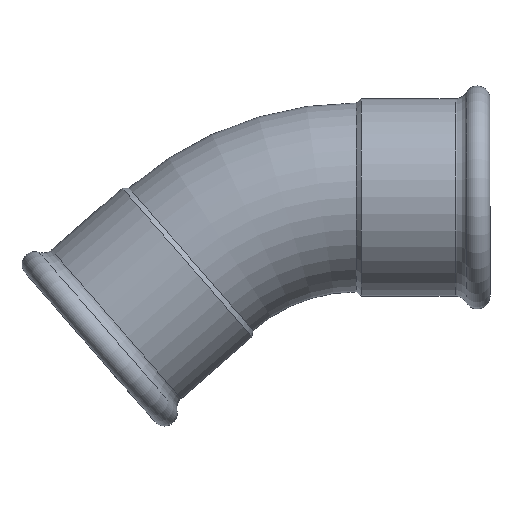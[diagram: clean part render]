
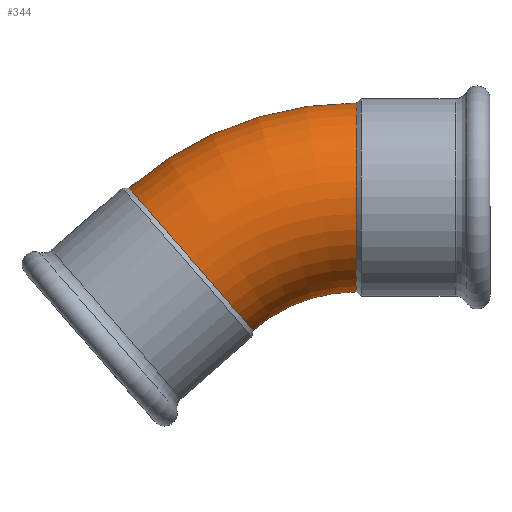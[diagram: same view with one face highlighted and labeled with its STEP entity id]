
A CAD part, top view. The second image highlights one B-rep face of the part: STEP entity #344.
In plain terms, the highlighted toroidal (fillet/blend) face has major radius 118.296 mm and minor radius 44.45 mm.
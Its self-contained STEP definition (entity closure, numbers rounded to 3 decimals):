
#18 = AXIS2_PLACEMENT_3D ( 'NONE', #497, #415, #842 ) ;
#47 = ORIENTED_EDGE ( 'NONE', *, *, #544, .F. ) ;
#96 = CARTESIAN_POINT ( 'NONE',  ( 49., 30.406, 0. ) ) ;
#115 = AXIS2_PLACEMENT_3D ( 'NONE', #333, #608, #849 ) ;
#137 = DIRECTION ( 'NONE',  ( 0., 0., -1. ) ) ;
#164 = CARTESIAN_POINT ( 'NONE',  ( -57.901, 34.823, 0. ) ) ;
#171 = FACE_OUTER_BOUND ( 'NONE', #1005, .T. ) ;
#179 = CIRCLE ( 'NONE', #462, 73.846 ) ;
#182 = ORIENTED_EDGE ( 'NONE', *, *, #315, .T. ) ;
#206 = VERTEX_POINT ( 'NONE', #848 ) ;
#232 = VERTEX_POINT ( 'NONE', #164 ) ;
#309 = CIRCLE ( 'NONE', #115, 162.746 ) ;
#315 = EDGE_CURVE ( 'NONE', #232, #471, #975, .T. ) ;
#326 = AXIS2_PLACEMENT_3D ( 'NONE', #525, #1035, #607 ) ;
#333 = CARTESIAN_POINT ( 'NONE',  ( 49., -87.891, 0. ) ) ;
#335 = CARTESIAN_POINT ( 'NONE',  ( 49., 74.856, 0. ) ) ;
#344 = ADVANCED_FACE ( 'NONE', ( #171 ), #921, .T. ) ;
#415 = DIRECTION ( 'NONE',  ( 0.754, 0.657, 0. ) ) ;
#442 = EDGE_CURVE ( 'NONE', #471, #206, #179, .T. ) ;
#456 = ORIENTED_EDGE ( 'NONE', *, *, #1045, .F. ) ;
#462 = AXIS2_PLACEMENT_3D ( 'NONE', #1090, #137, #499 ) ;
#471 = VERTEX_POINT ( 'NONE', #661 ) ;
#481 = VERTEX_POINT ( 'NONE', #335 ) ;
#497 = CARTESIAN_POINT ( 'NONE',  ( -28.704, 1.307, 0. ) ) ;
#499 = DIRECTION ( 'NONE',  ( -1., 0., 0. ) ) ;
#525 = CARTESIAN_POINT ( 'NONE',  ( 49., -87.891, 0. ) ) ;
#540 = DIRECTION ( 'NONE',  ( 1., 0., 0. ) ) ;
#544 = EDGE_CURVE ( 'NONE', #481, #206, #1098, .T. ) ;
#607 = DIRECTION ( 'NONE',  ( -1., 0., 0. ) ) ;
#608 = DIRECTION ( 'NONE',  ( 0., 0., -1. ) ) ;
#661 = CARTESIAN_POINT ( 'NONE',  ( 0.494, -32.209, 0. ) ) ;
#776 = DIRECTION ( 'NONE',  ( 0., 1., 0. ) ) ;
#790 = AXIS2_PLACEMENT_3D ( 'NONE', #96, #540, #776 ) ;
#842 = DIRECTION ( 'NONE',  ( -0.657, 0.754, 0. ) ) ;
#848 = CARTESIAN_POINT ( 'NONE',  ( 49., -14.044, 0. ) ) ;
#849 = DIRECTION ( 'NONE',  ( -1., 0., 0. ) ) ;
#853 = ORIENTED_EDGE ( 'NONE', *, *, #442, .T. ) ;
#921 = TOROIDAL_SURFACE ( 'NONE', #326, 118.296, 44.45 ) ;
#975 = CIRCLE ( 'NONE', #18, 44.45 ) ;
#1005 = EDGE_LOOP ( 'NONE', ( #456, #182, #853, #47 ) ) ;
#1035 = DIRECTION ( 'NONE',  ( 0., 0., -1. ) ) ;
#1045 = EDGE_CURVE ( 'NONE', #232, #481, #309, .T. ) ;
#1090 = CARTESIAN_POINT ( 'NONE',  ( 49., -87.891, 0. ) ) ;
#1098 = CIRCLE ( 'NONE', #790, 44.45 ) ;
